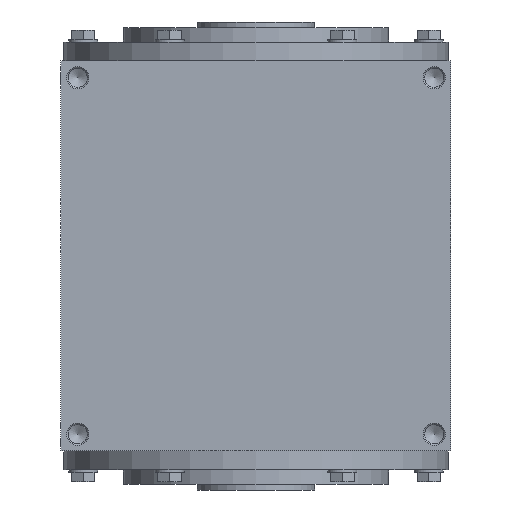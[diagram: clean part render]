
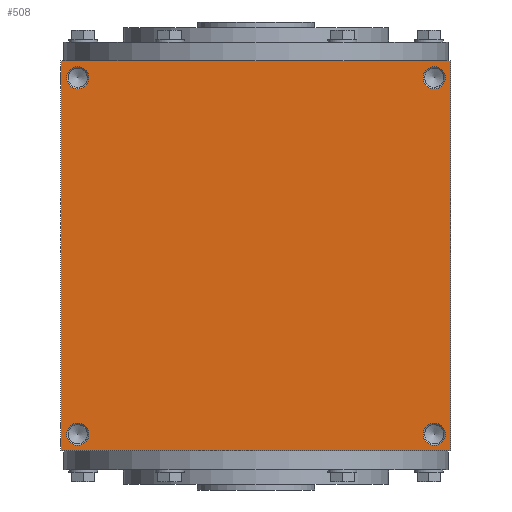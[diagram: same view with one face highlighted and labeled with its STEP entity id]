
A CAD part, left-side view. The second image highlights one B-rep face of the part: STEP entity #508.
In plain terms, the highlighted face is planar.
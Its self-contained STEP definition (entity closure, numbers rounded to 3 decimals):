
#508 = ADVANCED_FACE( '', ( #1097, #1098, #1099, #1100, #1101 ), #1102, .F. );
#1097 = FACE_BOUND( '', #1968, .T. );
#1098 = FACE_BOUND( '', #1969, .T. );
#1099 = FACE_BOUND( '', #1970, .T. );
#1100 = FACE_BOUND( '', #1971, .T. );
#1101 = FACE_OUTER_BOUND( '', #1972, .T. );
#1102 = PLANE( '', #1973 );
#1968 = EDGE_LOOP( '', ( #2897 ) );
#1969 = EDGE_LOOP( '', ( #2898 ) );
#1970 = EDGE_LOOP( '', ( #2899 ) );
#1971 = EDGE_LOOP( '', ( #2900 ) );
#1972 = EDGE_LOOP( '', ( #2901, #2902, #2903, #2904 ) );
#1973 = AXIS2_PLACEMENT_3D( '', #2905, #2906, #2907 );
#2897 = ORIENTED_EDGE( '', *, *, #4791, .F. );
#2898 = ORIENTED_EDGE( '', *, *, #4792, .T. );
#2899 = ORIENTED_EDGE( '', *, *, #4793, .F. );
#2900 = ORIENTED_EDGE( '', *, *, #4794, .T. );
#2901 = ORIENTED_EDGE( '', *, *, #4795, .F. );
#2902 = ORIENTED_EDGE( '', *, *, #4796, .F. );
#2903 = ORIENTED_EDGE( '', *, *, #4797, .F. );
#2904 = ORIENTED_EDGE( '', *, *, #4798, .F. );
#2905 = CARTESIAN_POINT( '', ( 0., 0., -175. ) );
#2906 = DIRECTION( '', ( 0., 0., 1. ) );
#2907 = DIRECTION( '', ( 1., 0., 0. ) );
#4791 = EDGE_CURVE( '', #5602, #5602, #5603, .T. );
#4792 = EDGE_CURVE( '', #5604, #5604, #5605, .T. );
#4793 = EDGE_CURVE( '', #5606, #5606, #5607, .T. );
#4794 = EDGE_CURVE( '', #5608, #5608, #5609, .T. );
#4795 = EDGE_CURVE( '', #5610, #5611, #5612, .T. );
#4796 = EDGE_CURVE( '', #5613, #5610, #5614, .T. );
#4797 = EDGE_CURVE( '', #5615, #5613, #5616, .T. );
#4798 = EDGE_CURVE( '', #5611, #5615, #5617, .T. );
#5602 = VERTEX_POINT( '', #6725 );
#5603 = CIRCLE( '', #6726, 10. );
#5604 = VERTEX_POINT( '', #6727 );
#5605 = CIRCLE( '', #6728, 10. );
#5606 = VERTEX_POINT( '', #6729 );
#5607 = CIRCLE( '', #6730, 10. );
#5608 = VERTEX_POINT( '', #6731 );
#5609 = CIRCLE( '', #6732, 10. );
#5610 = VERTEX_POINT( '', #6733 );
#5611 = VERTEX_POINT( '', #6734 );
#5612 = LINE( '', #6735, #6736 );
#5613 = VERTEX_POINT( '', #6737 );
#5614 = LINE( '', #6738, #6739 );
#5615 = VERTEX_POINT( '', #6740 );
#5616 = LINE( '', #6741, #6742 );
#5617 = LINE( '', #6743, #6744 );
#6725 = CARTESIAN_POINT( '', ( -170., 160., -175. ) );
#6726 = AXIS2_PLACEMENT_3D( '', #8122, #8123, #8124 );
#6727 = CARTESIAN_POINT( '', ( 170., 160., -175. ) );
#6728 = AXIS2_PLACEMENT_3D( '', #8125, #8126, #8127 );
#6729 = CARTESIAN_POINT( '', ( -170., -160., -175. ) );
#6730 = AXIS2_PLACEMENT_3D( '', #8128, #8129, #8130 );
#6731 = CARTESIAN_POINT( '', ( 170., -160., -175. ) );
#6732 = AXIS2_PLACEMENT_3D( '', #8131, #8132, #8133 );
#6733 = CARTESIAN_POINT( '', ( -175., 175., -175. ) );
#6734 = CARTESIAN_POINT( '', ( -175., -175., -175. ) );
#6735 = CARTESIAN_POINT( '', ( -175., 175., -175. ) );
#6736 = VECTOR( '', #8134, 1000. );
#6737 = CARTESIAN_POINT( '', ( 175., 175., -175. ) );
#6738 = CARTESIAN_POINT( '', ( 175., 175., -175. ) );
#6739 = VECTOR( '', #8135, 1000. );
#6740 = CARTESIAN_POINT( '', ( 175., -175., -175. ) );
#6741 = CARTESIAN_POINT( '', ( 175., -175., -175. ) );
#6742 = VECTOR( '', #8136, 1000. );
#6743 = CARTESIAN_POINT( '', ( -175., -175., -175. ) );
#6744 = VECTOR( '', #8137, 1000. );
#8122 = CARTESIAN_POINT( '', ( -160., 160., -175. ) );
#8123 = DIRECTION( '', ( 0., 0., -1. ) );
#8124 = DIRECTION( '', ( -1., 0., 0. ) );
#8125 = CARTESIAN_POINT( '', ( 160., 160., -175. ) );
#8126 = DIRECTION( '', ( 0., 0., 1. ) );
#8127 = DIRECTION( '', ( 1., 0., 0. ) );
#8128 = CARTESIAN_POINT( '', ( -160., -160., -175. ) );
#8129 = DIRECTION( '', ( 0., 0., -1. ) );
#8130 = DIRECTION( '', ( -1., 0., 0. ) );
#8131 = CARTESIAN_POINT( '', ( 160., -160., -175. ) );
#8132 = DIRECTION( '', ( 0., 0., 1. ) );
#8133 = DIRECTION( '', ( 1., 0., 0. ) );
#8134 = DIRECTION( '', ( 0., -1., 0. ) );
#8135 = DIRECTION( '', ( -1., 0., 0. ) );
#8136 = DIRECTION( '', ( 0., 1., 0. ) );
#8137 = DIRECTION( '', ( 1., 0., 0. ) );
